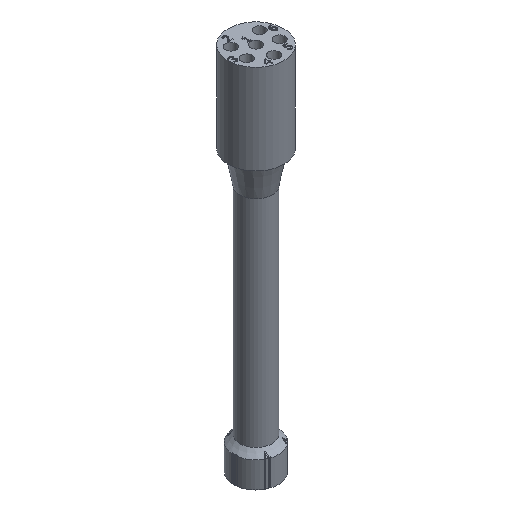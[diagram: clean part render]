
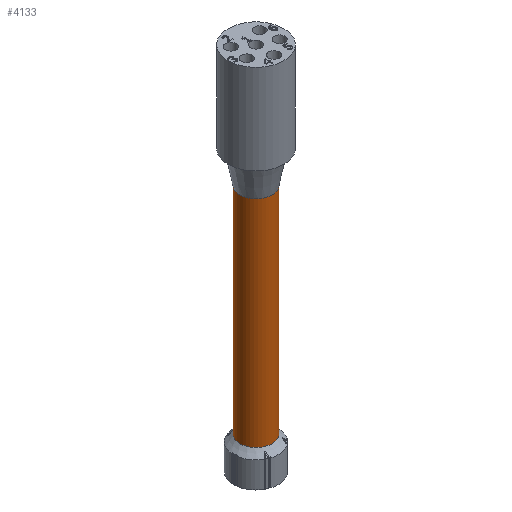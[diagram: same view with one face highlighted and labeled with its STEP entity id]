
A CAD part, isometric view. The second image highlights one B-rep face of the part: STEP entity #4133.
In plain terms, the highlighted cylindrical face has radius 4.5 mm (diameter 9 mm), a full revolution.
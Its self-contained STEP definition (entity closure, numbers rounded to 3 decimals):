
#68=FACE_BOUND($,#1340,.T.);
#1093=FACE_OUTER_BOUND($,#1339,.T.);
#1339=EDGE_LOOP($,(#3843));
#1340=EDGE_LOOP($,(#3844));
#1380=CIRCLE($,#4280,4.5);
#1396=CIRCLE($,#4321,4.5);
#2017=VERTEX_POINT($,#7933);
#2031=VERTEX_POINT($,#7988);
#2623=EDGE_CURVE($,#2017,#2017,#1380,.T.);
#2639=EDGE_CURVE($,#2031,#2031,#1396,.T.);
#3843=ORIENTED_EDGE($,*,*,#2623,.T.);
#3844=ORIENTED_EDGE($,*,*,#2639,.F.);
#3881=CYLINDRICAL_SURFACE($,#4320,4.5);
#4133=ADVANCED_FACE($,(#1093,#68),#3881,.T.);
#4280=AXIS2_PLACEMENT_3D($,#7934,#4909,#4910);
#4320=AXIS2_PLACEMENT_3D($,#7987,#4989,#4990);
#4321=AXIS2_PLACEMENT_3D($,#7989,#4991,#4992);
#4909=DIRECTION('center_axis',(0.,0.,1.));
#4910=DIRECTION('ref_axis',(1.,0.,0.));
#4989=DIRECTION('center_axis',(0.,0.,-1.));
#4990=DIRECTION('ref_axis',(1.,0.,0.));
#4991=DIRECTION('center_axis',(0.,0.,1.));
#4992=DIRECTION('ref_axis',(1.,0.,0.));
#7933=CARTESIAN_POINT('',(-4.5,0.,-69.));
#7934=CARTESIAN_POINT('Origin',(0.,0.,-69.));
#7987=CARTESIAN_POINT('Origin',(0.,0.,-9.));
#7988=CARTESIAN_POINT('',(4.5,0.,-9.));
#7989=CARTESIAN_POINT('Origin',(0.,0.,-9.));
